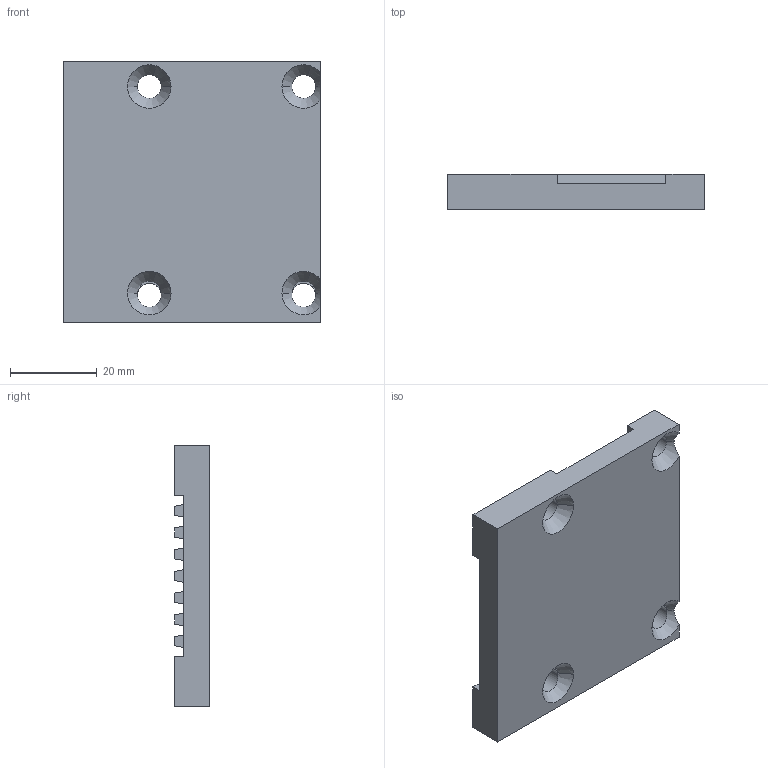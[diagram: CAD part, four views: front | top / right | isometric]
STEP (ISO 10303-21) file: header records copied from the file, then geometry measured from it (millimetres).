
FILE_DESCRIPTION(('CATIA V5 STEP Exchange'),'2;1');
FILE_NAME('VSOTR1100-Y018 - Fe - 10 Pcs.stp','2022-08-28T13:38:32+00:00',('none'),('none'),'CATIA Version 5 Release 21 GA (IN-10)','CATIA V5 STEP AP214','none');
FILE_SCHEMA(('AUTOMOTIVE_DESIGN { 1 0 10303 214 1 1 1 1 }'));
Length unit declared in the file: millimetre
Products named in the file (1): VSOTR1100-Y018
Bounding box: 59 x 8 x 60 mm (x, y, z)
Volume: 22657.2 mm3; surface area: 10083.1 mm2
Topology: 1 solids, 1 shells, 83 faces, 224 edges, 148 vertices
Faces by surface type: plane 63, cone 12, cylinder 8
Entity records: 2481 total; most frequent: CARTESIAN_POINT 557, ORIENTED_EDGE 448, DIRECTION 288, EDGE_CURVE 224, VECTOR 166, LINE 166, VERTEX_POINT 148, EDGE_LOOP 96
